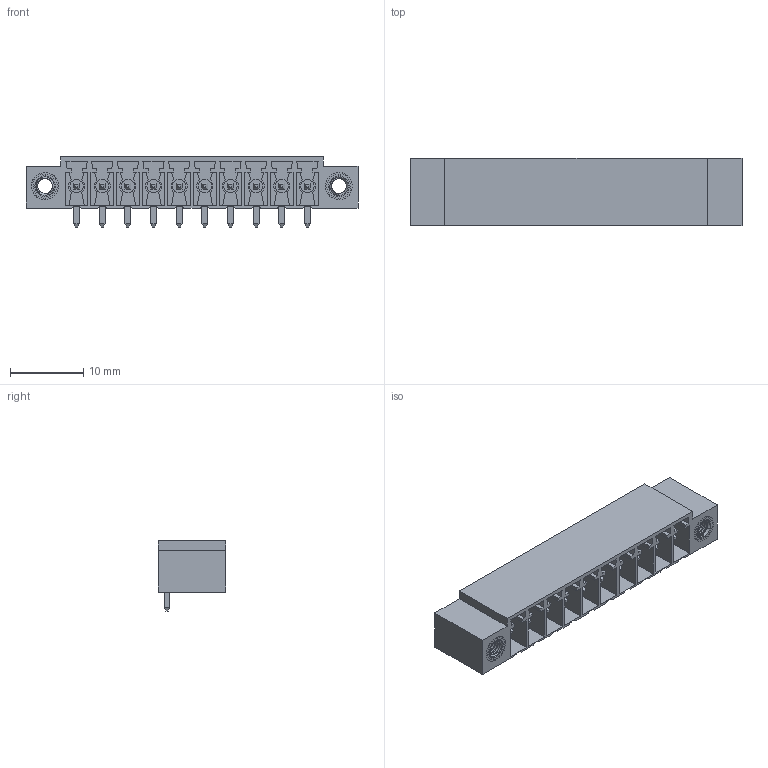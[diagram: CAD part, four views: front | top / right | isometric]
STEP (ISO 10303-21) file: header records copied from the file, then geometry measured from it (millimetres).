
FILE_DESCRIPTION(/* description */ ('Unknown'),/* implementation_level */ '2;1');
FILE_NAME(/* name */ '691701140010B',/* time_stamp */ '2023-12-14T16:26:44+01:00',/* author */ ('Unknown'),/* organization */ ('Unknown'),/* preprocessor_version */ 'ST-DEVELOPER v18.102',/* originating_system */ 'Solid Edge',/* authorisation */ 'Unknown');
FILE_SCHEMA (('AUTOMOTIVE_DESIGN {1 0 10303 214 3 1 1}'));
Length unit declared in the file: millimetre
Products named in the file (4): 6917011400xxB; 691701140010B; 6917011400xxB_PIN; 6917011400xxB_Flange
Assembly tree (13 placements, depth 2):
  6917011400xxB
    691701140010B
    6917011400xxB_PIN  x10
    6917011400xxB_Flange  x2
Bounding box: 45.3 x 9.21 x 9.61 mm (x, y, z)
Volume: 1489 mm3; surface area: 4258.4 mm2
Topology: 13 solids, 13 shells, 948 faces, 2686 edges, 1754 vertices
Faces by surface type: plane 802, cylinder 136, bspline 6, cone 4
Full cylindrical faces by diameter (mm): 1.25 x10, 1.8 x10, 2.8 x2
Entity records: 24815 total; most frequent: CARTESIAN_POINT 6345, ORIENTED_EDGE 3950, DIRECTION 3570, EDGE_CURVE 1975, LINE 1746, VECTOR 1746, VERTEX_POINT 1312, AXIS2_PLACEMENT_3D 912
